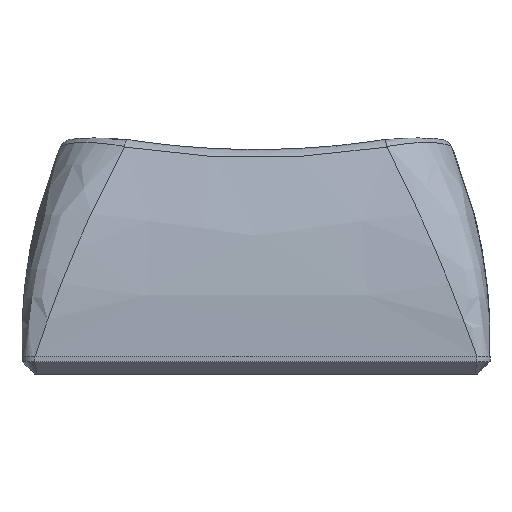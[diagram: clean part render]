
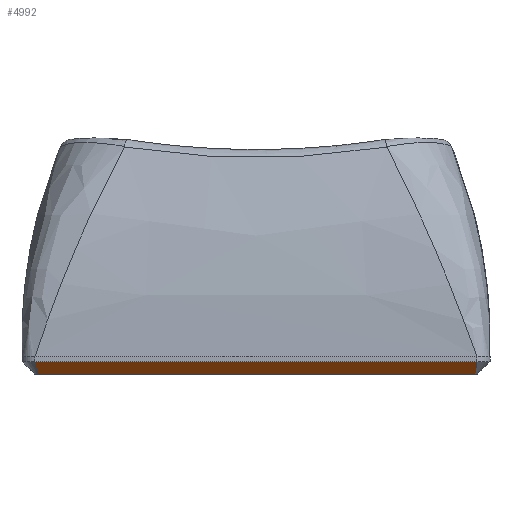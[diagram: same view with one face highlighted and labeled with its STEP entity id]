
A CAD part, front view. The second image highlights one B-rep face of the part: STEP entity #4992.
In plain terms, the highlighted planar face has unit normal (0, -0.707, -0.707).
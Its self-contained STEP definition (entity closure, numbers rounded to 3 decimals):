
#720 = PLANE('',#721);
#721 = AXIS2_PLACEMENT_3D('',#722,#723,#724);
#722 = CARTESIAN_POINT('',(-8.5,-9.,0.672));
#723 = DIRECTION('',(0.,-1.,0.));
#724 = DIRECTION('',(1.,0.,0.));
#1973 = VERTEX_POINT('',#1974);
#1974 = CARTESIAN_POINT('',(-8.5,-9.,0.48));
#2000 = EDGE_CURVE('',#1973,#2001,#2003,.T.);
#2001 = VERTEX_POINT('',#2002);
#2002 = CARTESIAN_POINT('',(8.5,-9.,0.48));
#2003 = SURFACE_CURVE('',#2004,(#2008,#2015),.PCURVE_S1.);
#2004 = LINE('',#2005,#2006);
#2005 = CARTESIAN_POINT('',(-8.5,-9.,0.48));
#2006 = VECTOR('',#2007,1.);
#2007 = DIRECTION('',(1.,0.,0.));
#2008 = PCURVE('',#720,#2009);
#2009 = DEFINITIONAL_REPRESENTATION('',(#2010),#2014);
#2010 = LINE('',#2011,#2012);
#2011 = CARTESIAN_POINT('',(0.,-0.192));
#2012 = VECTOR('',#2013,1.);
#2013 = DIRECTION('',(1.,0.));
#2014 = ( GEOMETRIC_REPRESENTATION_CONTEXT(2) 
PARAMETRIC_REPRESENTATION_CONTEXT() REPRESENTATION_CONTEXT('2D SPACE',''
  ) );
#2015 = PCURVE('',#2016,#2021);
#2016 = PLANE('',#2017);
#2017 = AXIS2_PLACEMENT_3D('',#2018,#2019,#2020);
#2018 = CARTESIAN_POINT('',(-8.5,-8.76,0.24));
#2019 = DIRECTION('',(0.,0.707,0.707)
  );
#2020 = DIRECTION('',(1.,0.,0.));
#2021 = DEFINITIONAL_REPRESENTATION('',(#2022),#2026);
#2022 = LINE('',#2023,#2024);
#2023 = CARTESIAN_POINT('',(0.,-0.339));
#2024 = VECTOR('',#2025,1.);
#2025 = DIRECTION('',(1.,0.));
#2026 = ( GEOMETRIC_REPRESENTATION_CONTEXT(2) 
PARAMETRIC_REPRESENTATION_CONTEXT() REPRESENTATION_CONTEXT('2D SPACE',''
  ) );
#3188 = CONICAL_SURFACE('',#3189,0.7,0.785);
#3189 = AXIS2_PLACEMENT_3D('',#3190,#3191,#3192);
#3190 = CARTESIAN_POINT('',(8.323,-8.323,0.48));
#3191 = DIRECTION('',(-0.,-0.,1.));
#3192 = DIRECTION('',(0.967,-0.253,0.));
#4992 = ADVANCED_FACE('',(#4993),#2016,.F.);
#4993 = FACE_BOUND('',#4994,.F.);
#4994 = EDGE_LOOP('',(#4995,#5030,#5031,#5061));
#4995 = ORIENTED_EDGE('',*,*,#4996,.F.);
#4996 = EDGE_CURVE('',#1973,#4997,#4999,.T.);
#4997 = VERTEX_POINT('',#4998);
#4998 = CARTESIAN_POINT('',(-8.42,-8.52,0.));
#4999 = SURFACE_CURVE('',#5000,(#5005,#5012),.PCURVE_S1.);
#5000 = PARABOLA('',#5001,0.008);
#5001 = AXIS2_PLACEMENT_3D('',#5002,#5003,#5004);
#5002 = CARTESIAN_POINT('',(-8.323,-8.311,
    -0.209));
#5003 = DIRECTION('',(0.,0.707,0.707)
  );
#5004 = DIRECTION('',(0.,-0.707,0.707)
  );
#5005 = PCURVE('',#2016,#5006);
#5006 = DEFINITIONAL_REPRESENTATION('',(#5007),#5011);
#5007 = B_SPLINE_CURVE_WITH_KNOTS('',2,(#5008,#5009,#5010),
  .UNSPECIFIED.,.F.,.F.,(3,3),(-0.177,-0.098),
  .PIECEWISE_BEZIER_KNOTS.);
#5008 = CARTESIAN_POINT('',(0.,-0.339));
#5009 = CARTESIAN_POINT('',(0.04,0.098));
#5010 = CARTESIAN_POINT('',(0.08,0.339));
#5011 = ( GEOMETRIC_REPRESENTATION_CONTEXT(2) 
PARAMETRIC_REPRESENTATION_CONTEXT() REPRESENTATION_CONTEXT('2D SPACE',''
  ) );
#5012 = PCURVE('',#5013,#5018);
#5013 = CONICAL_SURFACE('',#5014,0.7,0.785);
#5014 = AXIS2_PLACEMENT_3D('',#5015,#5016,#5017);
#5015 = CARTESIAN_POINT('',(-8.323,-8.323,0.48));
#5016 = DIRECTION('',(-0.,-0.,1.));
#5017 = DIRECTION('',(-0.253,-0.967,-0.));
#5018 = DEFINITIONAL_REPRESENTATION('',(#5019),#5029);
#5019 = B_SPLINE_CURVE_WITH_KNOTS('',8,(#5020,#5021,#5022,#5023,#5024,
    #5025,#5026,#5027,#5028),.UNSPECIFIED.,.F.,.F.,(9,9),(
    -0.177,-0.098),.PIECEWISE_BEZIER_KNOTS.);
#5020 = CARTESIAN_POINT('',(0.,0.));
#5021 = CARTESIAN_POINT('',(-0.014,-0.077));
#5022 = CARTESIAN_POINT('',(-0.03,-0.15));
#5023 = CARTESIAN_POINT('',(-0.048,-0.217));
#5024 = CARTESIAN_POINT('',(-0.069,-0.28));
#5025 = CARTESIAN_POINT('',(-0.094,-0.337));
#5026 = CARTESIAN_POINT('',(-0.123,-0.39));
#5027 = CARTESIAN_POINT('',(-0.158,-0.437));
#5028 = CARTESIAN_POINT('',(-0.203,-0.48));
#5029 = ( GEOMETRIC_REPRESENTATION_CONTEXT(2) 
PARAMETRIC_REPRESENTATION_CONTEXT() REPRESENTATION_CONTEXT('2D SPACE',''
  ) );
#5030 = ORIENTED_EDGE('',*,*,#2000,.T.);
#5031 = ORIENTED_EDGE('',*,*,#5032,.T.);
#5032 = EDGE_CURVE('',#2001,#5033,#5035,.T.);
#5033 = VERTEX_POINT('',#5034);
#5034 = CARTESIAN_POINT('',(8.42,-8.52,0.));
#5035 = SURFACE_CURVE('',#5036,(#5041,#5048),.PCURVE_S1.);
#5036 = PARABOLA('',#5037,0.008);
#5037 = AXIS2_PLACEMENT_3D('',#5038,#5039,#5040);
#5038 = CARTESIAN_POINT('',(8.323,-8.311,
    -0.209));
#5039 = DIRECTION('',(0.,-0.707,-0.707
    ));
#5040 = DIRECTION('',(0.,-0.707,0.707)
  );
#5041 = PCURVE('',#2016,#5042);
#5042 = DEFINITIONAL_REPRESENTATION('',(#5043),#5047);
#5043 = B_SPLINE_CURVE_WITH_KNOTS('',2,(#5044,#5045,#5046),
  .UNSPECIFIED.,.F.,.F.,(3,3),(-0.177,-0.098),
  .PIECEWISE_BEZIER_KNOTS.);
#5044 = CARTESIAN_POINT('',(17.,-0.339));
#5045 = CARTESIAN_POINT('',(16.96,0.098));
#5046 = CARTESIAN_POINT('',(16.92,0.339));
#5047 = ( GEOMETRIC_REPRESENTATION_CONTEXT(2) 
PARAMETRIC_REPRESENTATION_CONTEXT() REPRESENTATION_CONTEXT('2D SPACE',''
  ) );
#5048 = PCURVE('',#3188,#5049);
#5049 = DEFINITIONAL_REPRESENTATION('',(#5050),#5060);
#5050 = B_SPLINE_CURVE_WITH_KNOTS('',8,(#5051,#5052,#5053,#5054,#5055,
    #5056,#5057,#5058,#5059),.UNSPECIFIED.,.F.,.F.,(9,9),(
    -0.177,-0.098),.PIECEWISE_BEZIER_KNOTS.);
#5051 = CARTESIAN_POINT('',(-1.059,0.));
#5052 = CARTESIAN_POINT('',(-1.045,-0.077));
#5053 = CARTESIAN_POINT('',(-1.029,-0.15));
#5054 = CARTESIAN_POINT('',(-1.01,-0.217));
#5055 = CARTESIAN_POINT('',(-0.99,-0.28));
#5056 = CARTESIAN_POINT('',(-0.965,-0.337));
#5057 = CARTESIAN_POINT('',(-0.936,-0.39));
#5058 = CARTESIAN_POINT('',(-0.901,-0.437));
#5059 = CARTESIAN_POINT('',(-0.856,-0.48));
#5060 = ( GEOMETRIC_REPRESENTATION_CONTEXT(2) 
PARAMETRIC_REPRESENTATION_CONTEXT() REPRESENTATION_CONTEXT('2D SPACE',''
  ) );
#5061 = ORIENTED_EDGE('',*,*,#5062,.F.);
#5062 = EDGE_CURVE('',#4997,#5033,#5063,.T.);
#5063 = SURFACE_CURVE('',#5064,(#5068,#5075),.PCURVE_S1.);
#5064 = LINE('',#5065,#5066);
#5065 = CARTESIAN_POINT('',(-8.5,-8.52,0.));
#5066 = VECTOR('',#5067,1.);
#5067 = DIRECTION('',(1.,0.,0.));
#5068 = PCURVE('',#2016,#5069);
#5069 = DEFINITIONAL_REPRESENTATION('',(#5070),#5074);
#5070 = LINE('',#5071,#5072);
#5071 = CARTESIAN_POINT('',(0.,0.339));
#5072 = VECTOR('',#5073,1.);
#5073 = DIRECTION('',(1.,0.));
#5074 = ( GEOMETRIC_REPRESENTATION_CONTEXT(2) 
PARAMETRIC_REPRESENTATION_CONTEXT() REPRESENTATION_CONTEXT('2D SPACE',''
  ) );
#5075 = PCURVE('',#5076,#5081);
#5076 = PLANE('',#5077);
#5077 = AXIS2_PLACEMENT_3D('',#5078,#5079,#5080);
#5078 = CARTESIAN_POINT('',(8.5,9.,0.));
#5079 = DIRECTION('',(0.,0.,-1.));
#5080 = DIRECTION('',(-1.,0.,0.));
#5081 = DEFINITIONAL_REPRESENTATION('',(#5082),#5086);
#5082 = LINE('',#5083,#5084);
#5083 = CARTESIAN_POINT('',(17.,-17.52));
#5084 = VECTOR('',#5085,1.);
#5085 = DIRECTION('',(-1.,0.));
#5086 = ( GEOMETRIC_REPRESENTATION_CONTEXT(2) 
PARAMETRIC_REPRESENTATION_CONTEXT() REPRESENTATION_CONTEXT('2D SPACE',''
  ) );
